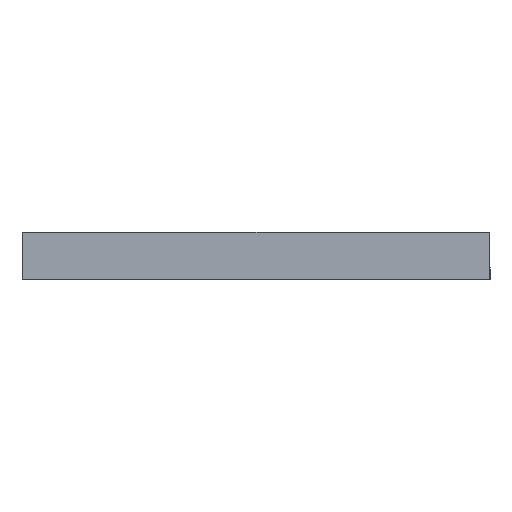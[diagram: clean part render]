
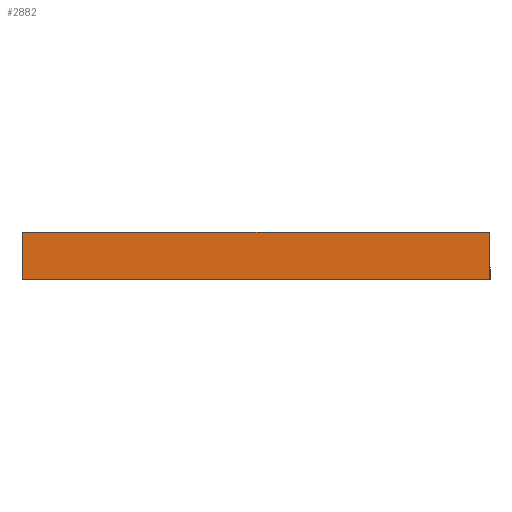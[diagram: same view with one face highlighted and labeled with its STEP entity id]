
A CAD part, front view. The second image highlights one B-rep face of the part: STEP entity #2882.
In plain terms, the highlighted planar face has unit normal (0, -1, 0).
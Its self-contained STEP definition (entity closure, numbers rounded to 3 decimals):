
#178 = CARTESIAN_POINT ( 'NONE',  ( 4., -3., 0.81 ) ) ;
#534 = EDGE_CURVE ( 'NONE', #8206, #11892, #5641, .T. ) ;
#548 = CARTESIAN_POINT ( 'NONE',  ( -4., -3., 0.81 ) ) ;
#738 = CARTESIAN_POINT ( 'NONE',  ( -4., -3., 0.01 ) ) ;
#1800 = FACE_OUTER_BOUND ( 'NONE', #12047, .T. ) ;
#1835 = DIRECTION ( 'NONE',  ( 0., 0., -1. ) ) ;
#1931 = EDGE_CURVE ( 'NONE', #3386, #9527, #9188, .T. ) ;
#2415 = DIRECTION ( 'NONE',  ( 1., 0., 0. ) ) ;
#2882 = ADVANCED_FACE ( 'NONE', ( #1800 ), #10024, .F. ) ;
#3253 = DIRECTION ( 'NONE',  ( 0., 0., -1. ) ) ;
#3386 = VERTEX_POINT ( 'NONE', #11526 ) ;
#3858 = CARTESIAN_POINT ( 'NONE',  ( -4., -3., 0.81 ) ) ;
#4796 = VECTOR ( 'NONE', #8878, 1000. ) ;
#5005 = EDGE_CURVE ( 'NONE', #11892, #9527, #9957, .T. ) ;
#5641 = LINE ( 'NONE', #6711, #13055 ) ;
#5740 = VECTOR ( 'NONE', #3253, 1000. ) ;
#5942 = CARTESIAN_POINT ( 'NONE',  ( -4., -3., 0.81 ) ) ;
#6009 = ORIENTED_EDGE ( 'NONE', *, *, #10697, .F. ) ;
#6344 = CARTESIAN_POINT ( 'NONE',  ( -4., -3., 0.01 ) ) ;
#6462 = VECTOR ( 'NONE', #2415, 1000. ) ;
#6711 = CARTESIAN_POINT ( 'NONE',  ( -4., -3., 0.81 ) ) ;
#7006 = ORIENTED_EDGE ( 'NONE', *, *, #1931, .F. ) ;
#7065 = ORIENTED_EDGE ( 'NONE', *, *, #534, .T. ) ;
#8206 = VERTEX_POINT ( 'NONE', #3858 ) ;
#8878 = DIRECTION ( 'NONE',  ( 1., 0., 0. ) ) ;
#9188 = LINE ( 'NONE', #178, #5740 ) ;
#9527 = VERTEX_POINT ( 'NONE', #11597 ) ;
#9882 = DIRECTION ( 'NONE',  ( 0., 0., 1. ) ) ;
#9957 = LINE ( 'NONE', #738, #4796 ) ;
#10024 = PLANE ( 'NONE',  #12799 ) ;
#10697 = EDGE_CURVE ( 'NONE', #8206, #3386, #10713, .T. ) ;
#10713 = LINE ( 'NONE', #548, #6462 ) ;
#11526 = CARTESIAN_POINT ( 'NONE',  ( 4., -3., 0.81 ) ) ;
#11597 = CARTESIAN_POINT ( 'NONE',  ( 4., -3., 0.01 ) ) ;
#11892 = VERTEX_POINT ( 'NONE', #6344 ) ;
#12047 = EDGE_LOOP ( 'NONE', ( #12625, #7006, #6009, #7065 ) ) ;
#12625 = ORIENTED_EDGE ( 'NONE', *, *, #5005, .T. ) ;
#12799 = AXIS2_PLACEMENT_3D ( 'NONE', #5942, #13062, #9882 ) ;
#13055 = VECTOR ( 'NONE', #1835, 1000. ) ;
#13062 = DIRECTION ( 'NONE',  ( 0., 1., 0. ) ) ;
